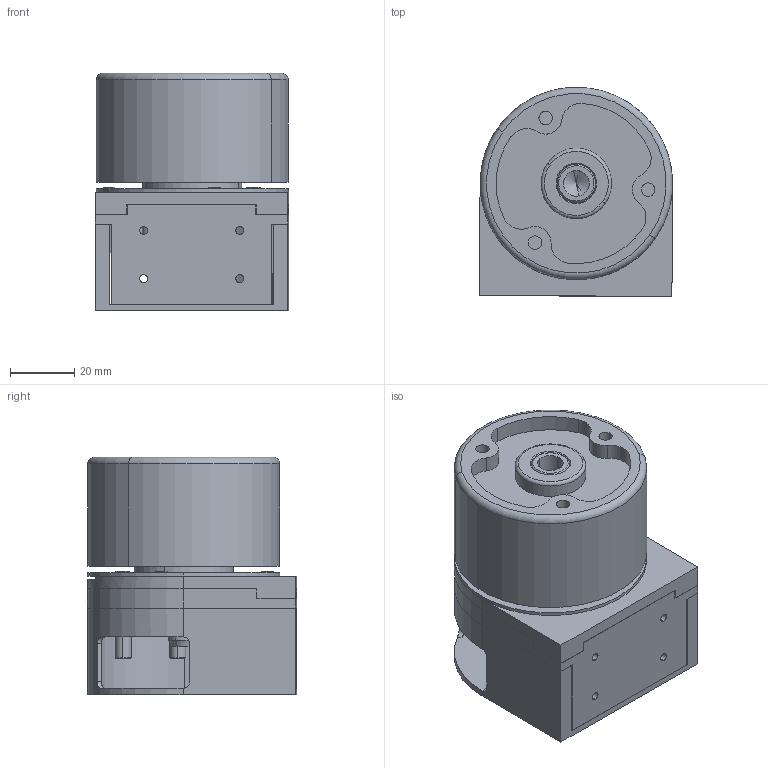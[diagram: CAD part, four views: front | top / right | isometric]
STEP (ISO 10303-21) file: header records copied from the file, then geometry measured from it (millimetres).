
FILE_DESCRIPTION (( 'STEP AP203' ), '1' );
FILE_NAME ('EC60µç»ú.STEP', '2018-02-08T05:47:48', ( '' ), ( '' ), 'SwSTEP 2.0', 'SolidWorks 2016', '' );
FILE_SCHEMA (( 'CONFIG_CONTROL_DESIGN' ));
Length unit declared in the file: millimetre
Products named in the file (1): EC60萇儂
Bounding box: 60.2 x 65.17 x 74 mm (x, y, z)
Volume: 100321.6 mm3; surface area: 79935.2 mm2
Topology: 22 solids, 22 shells, 523 faces, 1257 edges, 808 vertices
Faces by surface type: cylinder 266, plane 183, cone 60, torus 14
Entity records: 15671 total; most frequent: DIRECTION 2868, CARTESIAN_POINT 2825, ORIENTED_EDGE 2490, EDGE_CURVE 1245, AXIS2_PLACEMENT_3D 1125, VERTEX_POINT 808, EDGE_LOOP 639, LINE 618
